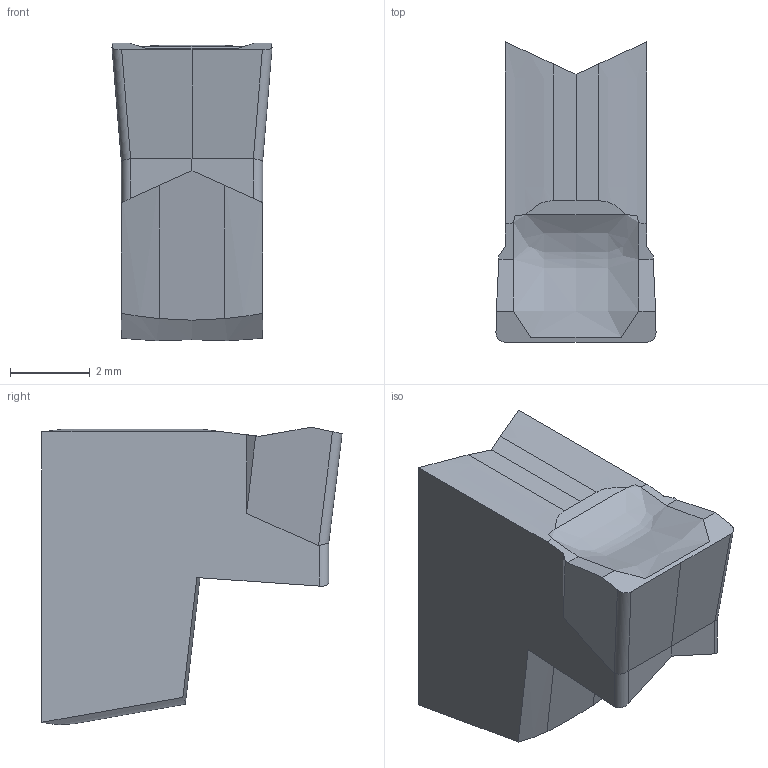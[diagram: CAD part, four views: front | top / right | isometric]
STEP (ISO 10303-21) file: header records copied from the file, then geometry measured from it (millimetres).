
FILE_DESCRIPTION(('CATIA V5 STEP','CAx-IF Rec.Pracs.--- Model Styling and Organization---1.2---2011-12-15'),'2;1');
FILE_NAME('6003359_D.stp','2022-12-26T08:02:02+00:00',('none'),('none'),'CATIA Version 5 Release 21 SP 5 (IN-10)','CATIA V5 STEP AP214','none');
FILE_SCHEMA(('AUTOMOTIVE_DESIGN { 1 0 10303 214 1 1 1 1 }'));
Length unit declared in the file: millimetre
Products named in the file (1): TAG N4C 
Bounding box: 4.02 x 7.53 x 7.47 mm (x, y, z)
Volume: 126.6 mm3; surface area: 183.3 mm2
Topology: 1 solids, 1 shells, 33 faces, 111 edges, 81 vertices
Faces by surface type: plane 23, cylinder 7, extrusion 2, bspline 1
Entity records: 1930 total; most frequent: CARTESIAN_POINT 981, ORIENTED_EDGE 196, DIRECTION 131, EDGE_CURVE 98, VECTOR 73, LINE 71, VERTEX_POINT 67, B_SPLINE_CURVE_WITH_KNOTS 42
